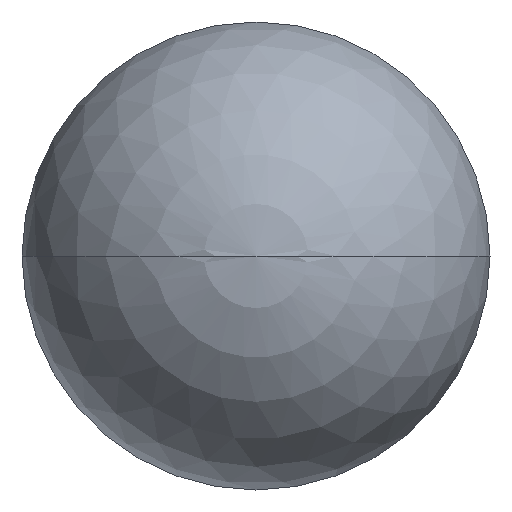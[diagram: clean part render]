
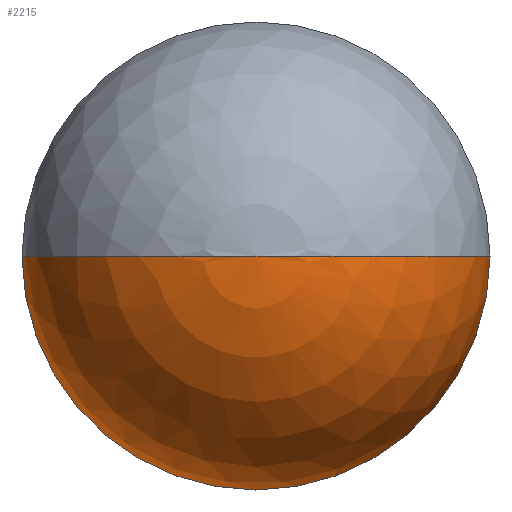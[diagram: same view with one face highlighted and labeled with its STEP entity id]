
A CAD part, left-side view. The second image highlights one B-rep face of the part: STEP entity #2215.
In plain terms, the highlighted spherical face has radius 1.25 mm.
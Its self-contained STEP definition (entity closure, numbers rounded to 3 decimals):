
#751=CARTESIAN_POINT('',(-3.,0.,0.));
#752=DIRECTION('',(0.,0.,1.));
#753=DIRECTION('',(0.,1.,0.));
#754=AXIS2_PLACEMENT_3D('',#751,#752,#753);
#756=CARTESIAN_POINT('',(-3.,0.,0.));
#757=DIRECTION('',(0.,0.,-1.));
#758=DIRECTION('',(0.,-1.,0.));
#759=AXIS2_PLACEMENT_3D('',#756,#757,#758);
#761=CARTESIAN_POINT('',(-3.,0.,0.));
#762=DIRECTION('',(-1.,0.,0.));
#763=DIRECTION('',(0.,1.,0.));
#764=AXIS2_PLACEMENT_3D('',#761,#762,#763);
#827=CARTESIAN_POINT('',(-3.,1.25,0.));
#828=CARTESIAN_POINT('',(-4.25,0.,0.));
#829=VERTEX_POINT('',#827);
#830=VERTEX_POINT('',#828);
#831=CARTESIAN_POINT('',(-3.,-1.25,0.));
#832=VERTEX_POINT('',#831);
#2203=CARTESIAN_POINT('',(-3.,0.,0.));
#2204=DIRECTION('',(1.,0.,0.));
#2205=DIRECTION('',(0.,-1.,0.));
#2206=AXIS2_PLACEMENT_3D('',#2203,#2204,#2205);
#2207=SPHERICAL_SURFACE('',#2206,1.25);
#2209=ORIENTED_EDGE('',*,*,#2208,.T.);
#2211=ORIENTED_EDGE('',*,*,#2210,.F.);
#2212=ORIENTED_EDGE('',*,*,#2190,.F.);
#2213=EDGE_LOOP('',(#2209,#2211,#2212));
#2214=FACE_OUTER_BOUND('',#2213,.F.);
#2215=ADVANCED_FACE('',(#2214),#2207,.T.);
#755=CIRCLE('',#754,1.25);
#760=CIRCLE('',#759,1.25);
#765=CIRCLE('',#764,1.25);
#2190=EDGE_CURVE('',#829,#832,#765,.T.);
#2208=EDGE_CURVE('',#829,#830,#755,.T.);
#2210=EDGE_CURVE('',#832,#830,#760,.T.);
